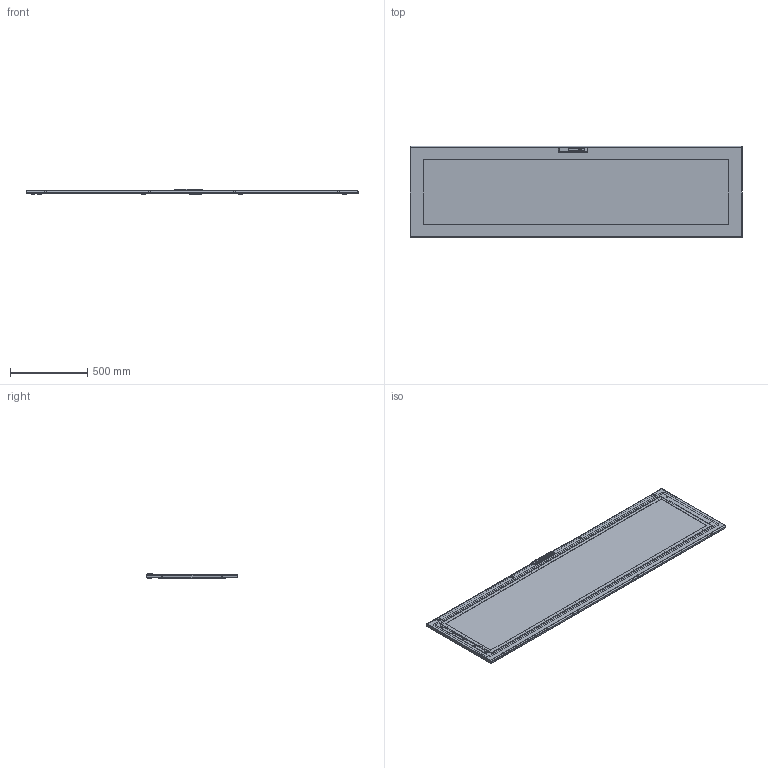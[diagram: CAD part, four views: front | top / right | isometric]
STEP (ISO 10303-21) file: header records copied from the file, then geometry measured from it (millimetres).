
FILE_DESCRIPTION (( 'STEP AP203' ), '1' );
FILE_NAME ('2200x600.step', '2011-02-16T12:33:12', ( 'User' ), ( 'DKC' ), 'SwSTEP 2.0', 'SolidWorks 2010', '' );
FILE_SCHEMA (( 'CONFIG_CONTROL_DESIGN' ));
Products named in the file (31): Ingranaggio per cariglione modificated_AC00C388; land; AC00C184 dado telaio interno porta_Default; sealant for sviluppo porta quadro_2200x600; hermetic for transparente door_2200x600; Montante verticale + Traversa orizzontale interno porta_Traversa orizzontale 600; Vetro porta quadro_R5CPTE2260; Çåðêàëüíî îòðàçèòüboccola AC00C378; Çåðêàëüíî îòðàçèòüribattino AC00C377; Çåðêàëüíî îòðàçèòüterminator for door.SLDPRT1; Çåðêàëüíî îòðàçèòüterminator for door.SLDPRT; boccola AC00C378; ribattino AC00C377; terminator for door.SLDPRT; AC00C254_Default; Hex Flange Bolt M6x10_ISO 4162 - M6 x 12 x 12-S; Wood screw 4.2x13_Tapping screw DIN 7049-ST4.2x13-F-H-S; Nut M6_Hexagon Nut ISO - 4034 - M6 - S; hinge AC00C170_Default; distanziale di gomma per RAM BLOCK_Default; linguetta_AC00C387; ASTINA Inferiore_2200; ASTINA Superiore_2200; inserto chiave per maniglia RAM BLOCK_AC00C389; Sealing ring; basetta esterna_AC00C506; maniglia RAM BLOCK modificated_AC00C505; RAMBLOCK montata modificated_Default; AC00C400 Quadro IP55 Guida aste_Default; Sviluppo porta transparente quadro_2200X600; 2200x600
Assembly tree (57 placements, depth 3):
  2200x600
    land  x8
    hermetic for transparente door_2200x600
    AC00C254_Default  x4
    Çåðêàëüíî îòðàçèòüterminator for door.SLDPRT1
      Çåðêàëüíî îòðàçèòüribattino AC00C377
      Çåðêàëüíî îòðàçèòüboccola AC00C378
    Wood screw 4.2x13_Tapping screw DIN 7049-ST4.2x13-F-H-S  x4
    hinge AC00C170_Default  x4
    Çåðêàëüíî îòðàçèòüterminator for door.SLDPRT
      Çåðêàëüíî îòðàçèòüribattino AC00C377
      Çåðêàëüíî îòðàçèòüboccola AC00C378
    Nut M6_Hexagon Nut ISO - 4034 - M6 - S  x4
    ASTINA Inferiore_2200
    Vetro porta quadro_R5CPTE2260
    terminator for door.SLDPRT  x2
      ribattino AC00C377
      boccola AC00C378
    RAMBLOCK montata modificated_Default
      Ingranaggio per cariglione modificated_AC00C388
      inserto chiave per maniglia RAM BLOCK_AC00C389
      maniglia RAM BLOCK modificated_AC00C505
      Sealing ring
      basetta esterna_AC00C506
    Montante verticale + Traversa orizzontale interno porta_Traversa orizzontale 600
    linguetta_AC00C387
    AC00C400 Quadro IP55 Guida aste_Default  x4
    distanziale di gomma per RAM BLOCK_Default  x2
    sealant for sviluppo porta quadro_2200x600
    Sviluppo porta transparente quadro_2200X600
    AC00C184 dado telaio interno porta_Default  x2
    Hex Flange Bolt M6x10_ISO 4162 - M6 x 12 x 12-S
    ASTINA Superiore_2200
Bounding box: 2155 x 594 x 35 mm (x, y, z)
Volume: 5720197.3 mm3; surface area: 3589829 mm2
Topology: 62 solids, 62 shells, 4999 faces, 13766 edges, 8925 vertices
Faces by surface type: bspline 2303, cylinder 1305, plane 930, cone 417, torus 36, sphere 8
Entity records: 68572 total; most frequent: CARTESIAN_POINT 27695, ORIENTED_EDGE 8394, DIRECTION 6818, EDGE_CURVE 4197, VERTEX_POINT 2681, AXIS2_PLACEMENT_3D 2448, VECTOR 1922, LINE 1922
